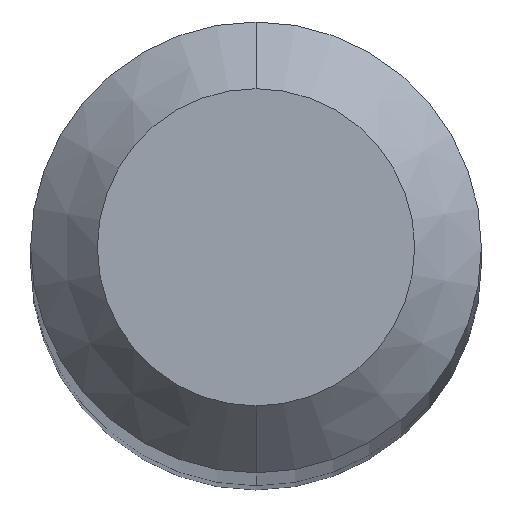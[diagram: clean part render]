
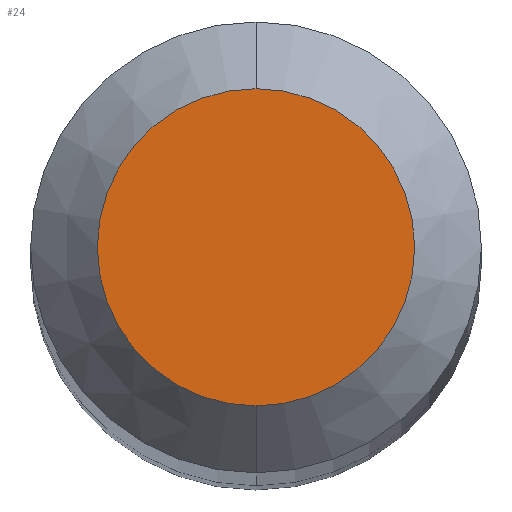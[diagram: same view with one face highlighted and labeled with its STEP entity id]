
A CAD part, top view. The second image highlights one B-rep face of the part: STEP entity #24.
In plain terms, the highlighted planar face has unit normal (0, 0, 1).
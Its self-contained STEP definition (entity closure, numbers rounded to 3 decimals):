
#13 = AXIS2_PLACEMENT_3D ( 'NONE', #180, #290, #52 ) ;
#24 = ADVANCED_FACE ( 'NONE', ( #224 ), #42, .F. ) ;
#42 = PLANE ( 'NONE',  #257 ) ;
#52 = DIRECTION ( 'NONE',  ( 0., 1., 0. ) ) ;
#67 = DIRECTION ( 'NONE',  ( 0., 1., 0. ) ) ;
#72 = CARTESIAN_POINT ( 'NONE',  ( 0., 0.475, 30. ) ) ;
#85 = EDGE_CURVE ( 'NONE', #115, #278, #244, .T. ) ;
#110 = ORIENTED_EDGE ( 'NONE', *, *, #85, .F. ) ;
#115 = VERTEX_POINT ( 'NONE', #262 ) ;
#120 = EDGE_LOOP ( 'NONE', ( #309, #110 ) ) ;
#144 = CARTESIAN_POINT ( 'NONE',  ( 0., 0., 30. ) ) ;
#172 = CARTESIAN_POINT ( 'NONE',  ( 0., 0., 30. ) ) ;
#180 = CARTESIAN_POINT ( 'NONE',  ( 0., 0., 30. ) ) ;
#224 = FACE_OUTER_BOUND ( 'NONE', #120, .T. ) ;
#231 = CIRCLE ( 'NONE', #13, 0.475 ) ;
#244 = CIRCLE ( 'NONE', #316, 0.475 ) ;
#248 = DIRECTION ( 'NONE',  ( 0., 0., -1. ) ) ;
#257 = AXIS2_PLACEMENT_3D ( 'NONE', #172, #248, #331 ) ;
#262 = CARTESIAN_POINT ( 'NONE',  ( 0., -0.475, 30. ) ) ;
#278 = VERTEX_POINT ( 'NONE', #72 ) ;
#290 = DIRECTION ( 'NONE',  ( 0., 0., -1. ) ) ;
#297 = EDGE_CURVE ( 'NONE', #278, #115, #231, .T. ) ;
#307 = DIRECTION ( 'NONE',  ( 0., 0., -1. ) ) ;
#309 = ORIENTED_EDGE ( 'NONE', *, *, #297, .F. ) ;
#316 = AXIS2_PLACEMENT_3D ( 'NONE', #144, #307, #67 ) ;
#331 = DIRECTION ( 'NONE',  ( 0., 1., 0. ) ) ;
